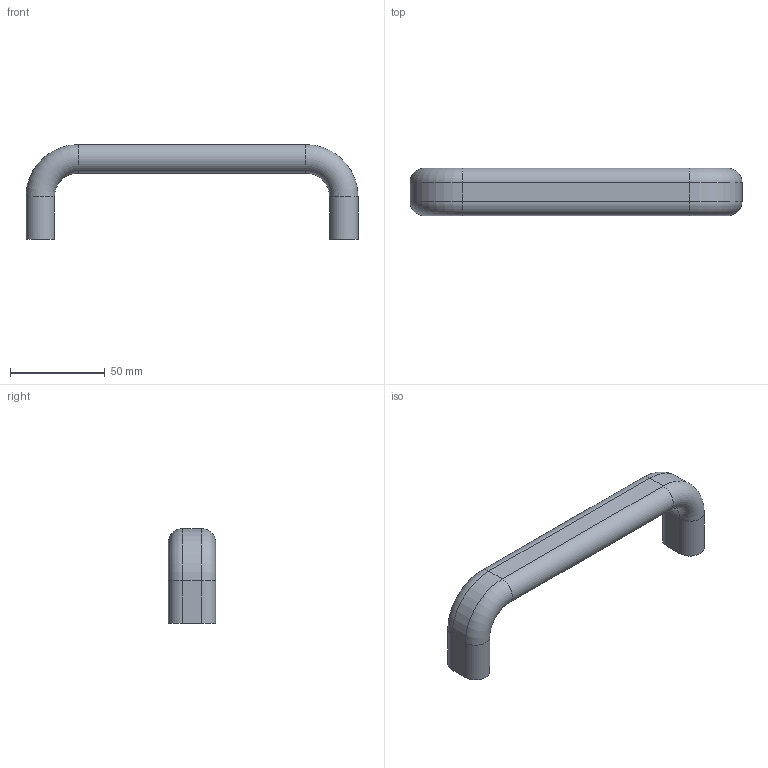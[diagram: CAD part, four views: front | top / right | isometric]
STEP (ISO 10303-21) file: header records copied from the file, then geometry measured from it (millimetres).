
FILE_DESCRIPTION (( 'STEP AP214' ), '1' );
FILE_NAME ('Poignee everever.STEP', '2019-04-11T09:24:51', ( 'Jrom' ), ( '' ), 'SwSTEP 2.0', 'SolidWorks 2019', '' );
FILE_SCHEMA (( 'AUTOMOTIVE_DESIGN' ));
Length unit declared in the file: millimetre
Products named in the file (1): Poignee everever
Bounding box: 175 x 25 x 50 mm (x, y, z)
Volume: 72759.3 mm3; surface area: 16933 mm2
Topology: 1 solids, 1 shells, 233 faces, 649 edges, 424 vertices
Faces by surface type: bspline 147, plane 64, cylinder 14, cone 4, torus 4
Entity records: 8243 total; most frequent: CARTESIAN_POINT 3214, ORIENTED_EDGE 1290, EDGE_CURVE 645, DIRECTION 553, VERTEX_POINT 424, VECTOR 323, LINE 323, B_SPLINE_CURVE_WITH_KNOTS 294
